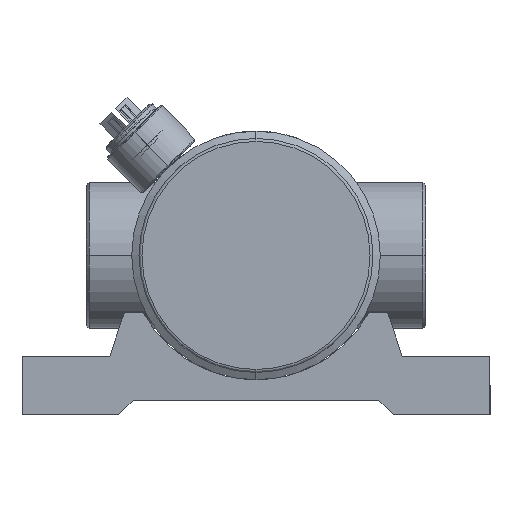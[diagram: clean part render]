
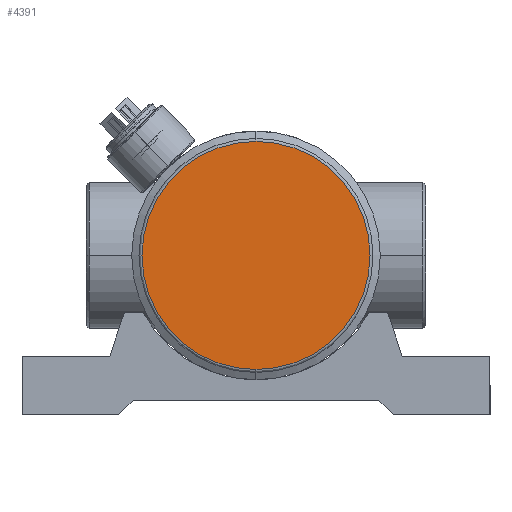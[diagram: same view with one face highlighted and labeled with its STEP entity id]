
A CAD part, left-side view. The second image highlights one B-rep face of the part: STEP entity #4391.
In plain terms, the highlighted planar face has unit normal (-1, 0, 0).
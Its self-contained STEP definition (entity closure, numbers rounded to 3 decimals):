
#156 = EDGE_CURVE ( 'NONE', #2786, #6418, #1128, .T. ) ;
#158 = DIRECTION ( 'NONE',  ( 0., 0., 1. ) ) ;
#591 = CARTESIAN_POINT ( 'NONE',  ( -28., 0., 0. ) ) ;
#759 = DIRECTION ( 'NONE',  ( -1., 0., 0. ) ) ;
#911 = ORIENTED_EDGE ( 'NONE', *, *, #156, .T. ) ;
#1017 = AXIS2_PLACEMENT_3D ( 'NONE', #591, #2685, #4047 ) ;
#1128 = CIRCLE ( 'NONE', #5290, 39. ) ;
#1611 = PLANE ( 'NONE',  #5916 ) ;
#2490 = CIRCLE ( 'NONE', #1017, 39. ) ;
#2685 = DIRECTION ( 'NONE',  ( -1., 0., 0. ) ) ;
#2786 = VERTEX_POINT ( 'NONE', #7535 ) ;
#3102 = DIRECTION ( 'NONE',  ( 0., 0., 1. ) ) ;
#4047 = DIRECTION ( 'NONE',  ( 0., 0., 1. ) ) ;
#4099 = EDGE_CURVE ( 'NONE', #6418, #2786, #2490, .T. ) ;
#4204 = CARTESIAN_POINT ( 'NONE',  ( -28., 0., 0. ) ) ;
#4391 = ADVANCED_FACE ( 'NONE', ( #6419 ), #1611, .T. ) ;
#5268 = EDGE_LOOP ( 'NONE', ( #8647, #911 ) ) ;
#5290 = AXIS2_PLACEMENT_3D ( 'NONE', #4204, #759, #158 ) ;
#5916 = AXIS2_PLACEMENT_3D ( 'NONE', #7754, #8423, #3102 ) ;
#6418 = VERTEX_POINT ( 'NONE', #6868 ) ;
#6419 = FACE_OUTER_BOUND ( 'NONE', #5268, .T. ) ;
#6868 = CARTESIAN_POINT ( 'NONE',  ( -28., 0., 39. ) ) ;
#7535 = CARTESIAN_POINT ( 'NONE',  ( -28., 0., -39. ) ) ;
#7754 = CARTESIAN_POINT ( 'NONE',  ( -28., 0., 39. ) ) ;
#8423 = DIRECTION ( 'NONE',  ( -1., 0., 0. ) ) ;
#8647 = ORIENTED_EDGE ( 'NONE', *, *, #4099, .T. ) ;
